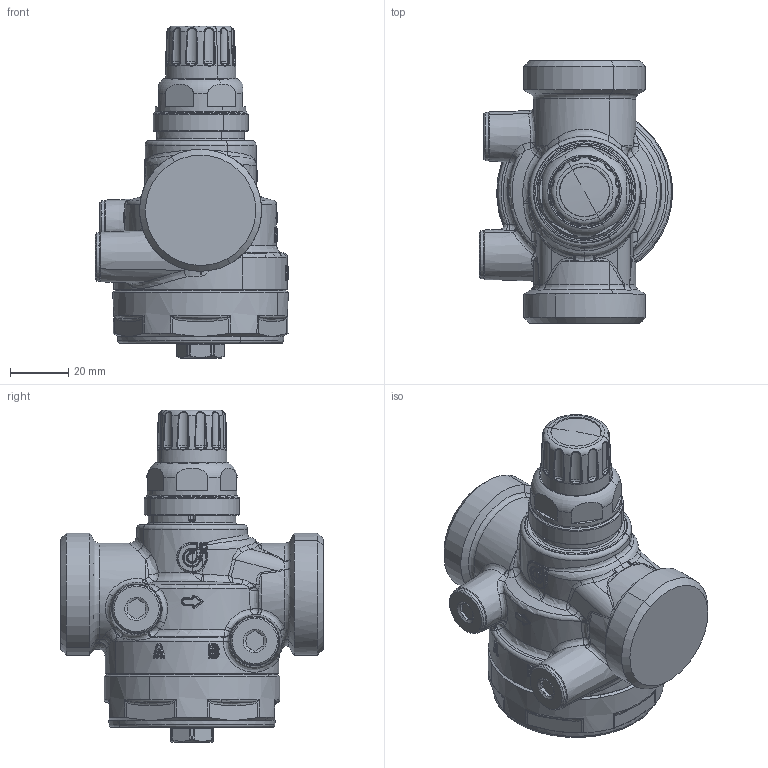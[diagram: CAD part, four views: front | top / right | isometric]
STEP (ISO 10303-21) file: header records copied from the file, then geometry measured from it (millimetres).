
FILE_DESCRIPTION(('CATIA V5 STEP Exchange','CAx-IF Rec.Pracs.--- Model Styling and Organization---1.4--- 2014-01-23','CAx-IF Rec.Pracs.---3D Tessellated Data Validation Properties---0.5---2014-09-14'),'2;1');
FILE_NAME('STEP_145664_3H7_-_TST.stp','2020-11-17T13:00:14+00:00',('none'),('none'),'CATIA Version 5-6 Release 2019 SP3','CATIA V5 STEP AP242 v1','none');
FILE_SCHEMA(('AP242_MANAGED_MODEL_BASED_3D_ENGINEERING_MIM_LF {1 0 10303 442 1 1 4}'));
Products named in the file (1): 145664 3H7 - TST
Bounding box: 66.12 x 90 x 113.73 mm (x, y, z)
Volume: 232482.1 mm3; surface area: 27722.3 mm2
Topology: 1 solids, 1 shells, 1685 faces, 3932 edges, 2151 vertices
Faces by surface type: bspline 1074, cylinder 221, plane 123, torus 89, cone 88, sphere 76, revolution 14
Entity records: 101401 total; most frequent: CARTESIAN_POINT 73546, ORIENTED_EDGE 7612, EDGE_CURVE 3806, B_SPLINE_CURVE_WITH_KNOTS 2844, VERTEX_POINT 2151, DIRECTION 1928, EDGE_LOOP 1713, ADVANCED_FACE 1685
